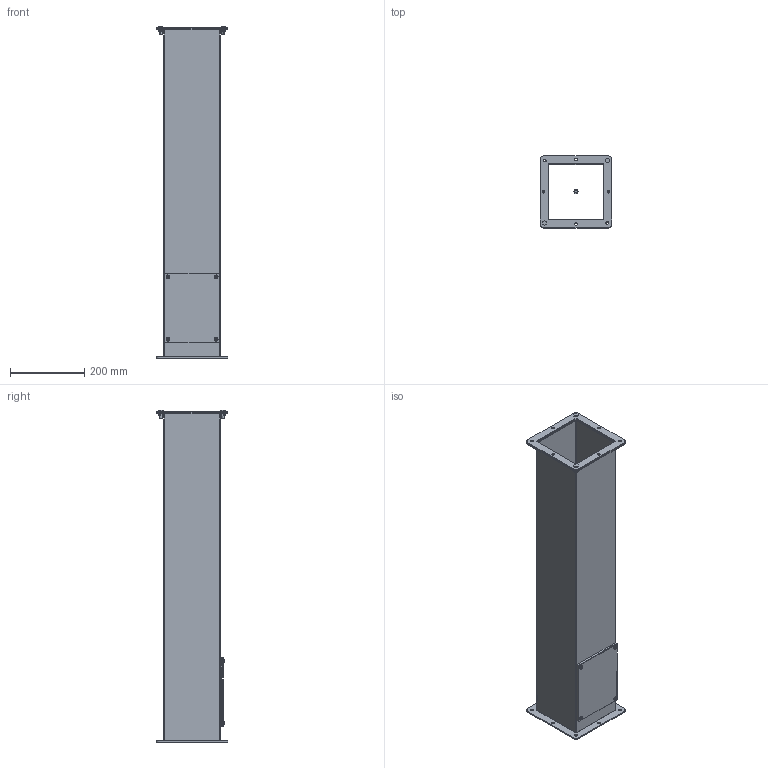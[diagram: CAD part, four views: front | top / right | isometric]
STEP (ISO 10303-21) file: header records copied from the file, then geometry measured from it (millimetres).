
FILE_DESCRIPTION (( 'STEP AP203' ), '1' );
FILE_NAME ('1495D35_Default.step', '2019-11-12T20:44:05', ( '' ), ( '' ), 'SwSTEP 2.0', 'SolidWorks 2019', '' );
FILE_SCHEMA (( 'CONFIG_CONTROL_DESIGN' ));
Length unit declared in the file: inch
Products named in the file (1): 1495D35_Default
Bounding box: 193.68 x 193.68 x 896.59 mm (x, y, z)
Volume: 1167965.9 mm3; surface area: 1220148 mm2
Topology: 21 solids, 21 shells, 369 faces, 918 edges, 602 vertices
Faces by surface type: plane 227, cylinder 112, bspline 30
Entity records: 11681 total; most frequent: CARTESIAN_POINT 2700, ORIENTED_EDGE 1836, DIRECTION 1802, EDGE_CURVE 918, AXIS2_PLACEMENT_3D 604, VERTEX_POINT 602, VECTOR 594, LINE 594
